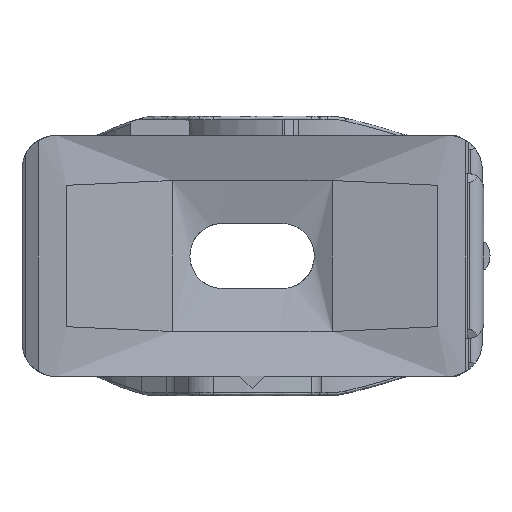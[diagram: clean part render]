
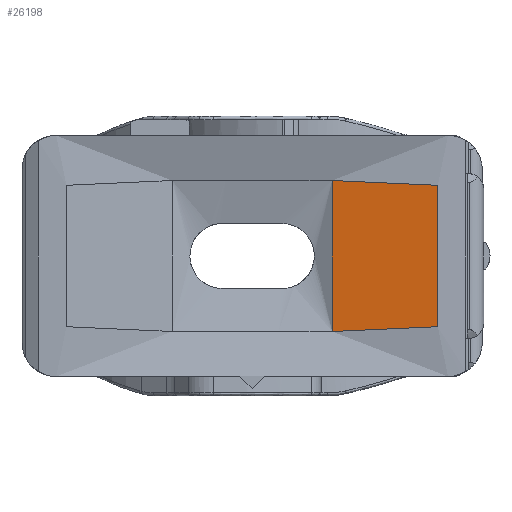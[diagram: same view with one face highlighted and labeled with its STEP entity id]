
A CAD part, front view. The second image highlights one B-rep face of the part: STEP entity #26198.
In plain terms, the highlighted planar face has unit normal (-0.192, -0.982, 0).
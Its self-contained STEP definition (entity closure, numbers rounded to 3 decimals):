
#123 = VERTEX_POINT ( 'NONE', #3275 ) ;
#768 = CARTESIAN_POINT ( 'NONE',  ( 5.095, 26.107, 0. ) ) ;
#2456 = CARTESIAN_POINT ( 'NONE',  ( -378.24, 101.088, -10.433 ) ) ;
#3275 = CARTESIAN_POINT ( 'NONE',  ( -385.292, 101.907, -13.855 ) ) ;
#3370 = ORIENTED_EDGE ( 'NONE', *, *, #15116, .T. ) ;
#3455 = CARTESIAN_POINT ( 'NONE',  ( -382.54, 101.088, -13.8 ) ) ;
#3772 = ORIENTED_EDGE ( 'NONE', *, *, #31258, .F. ) ;
#6544 = CARTESIAN_POINT ( 'NONE',  ( -384.44, 101.088, -4.2 ) ) ;
#6614 = B_SPLINE_CURVE_WITH_KNOTS ( 'NONE', 3,
 ( #17217, #11333, #3455, #22740 ),
 .UNSPECIFIED., .F., .F.,
 ( 4, 4 ),
 ( 0., 1. ),
 .UNSPECIFIED. ) ;
#7016 = B_SPLINE_CURVE_WITH_KNOTS ( 'NONE', 3,
 ( #35477, #27152, #2456, #21738 ),
 .UNSPECIFIED., .F., .F.,
 ( 4, 4 ),
 ( 0., 1. ),
 .UNSPECIFIED. ) ;
#7167 = ORIENTED_EDGE ( 'NONE', *, *, #13076, .F. ) ;
#9679 = B_SPLINE_CURVE_WITH_KNOTS ( 'NONE', 3,
 ( #18150, #34682, #15560, #34796 ),
 .UNSPECIFIED., .F., .F.,
 ( 4, 4 ),
 ( 0., 1. ),
 .UNSPECIFIED. ) ;
#10225 = VERTEX_POINT ( 'NONE', #30117 ) ;
#11333 = CARTESIAN_POINT ( 'NONE',  ( -380.64, 101.088, -13.8 ) ) ;
#12154 = CARTESIAN_POINT ( 'NONE',  ( -378.74, 101.088, -4.2 ) ) ;
#13076 = EDGE_CURVE ( 'NONE', #13706, #10225, #17575, .T. ) ;
#13706 = VERTEX_POINT ( 'NONE', #26586 ) ;
#14932 = VERTEX_POINT ( 'NONE', #23017 ) ;
#14939 = EDGE_LOOP ( 'NONE', ( #7167, #3370, #31579, #3772 ) ) ;
#15116 = EDGE_CURVE ( 'NONE', #13706, #123, #9679, .T. ) ;
#15560 = CARTESIAN_POINT ( 'NONE',  ( -385.972, 102.422, -10.425 ) ) ;
#17217 = CARTESIAN_POINT ( 'NONE',  ( -378.74, 101.088, -13.8 ) ) ;
#17575 = B_SPLINE_CURVE_WITH_KNOTS ( 'NONE', 3,
 ( #6544, #23077, #28594, #12154 ),
 .UNSPECIFIED., .F., .F.,
 ( 4, 4 ),
 ( 0., 1. ),
 .UNSPECIFIED. ) ;
#17721 = AXIS2_PLACEMENT_3D ( 'NONE', #768, #35722, #22830 ) ;
#18150 = CARTESIAN_POINT ( 'NONE',  ( -385.972, 102.422, -4.726 ) ) ;
#21738 = CARTESIAN_POINT ( 'NONE',  ( -378.24, 101.088, -13.3 ) ) ;
#22740 = CARTESIAN_POINT ( 'NONE',  ( -384.44, 101.088, -13.8 ) ) ;
#22830 = DIRECTION ( 'NONE',  ( 0.981, -0.192, 0. ) ) ;
#23017 = CARTESIAN_POINT ( 'NONE',  ( -378.499, 101.027, -13.547 ) ) ;
#23077 = CARTESIAN_POINT ( 'NONE',  ( -382.54, 101.088, -4.2 ) ) ;
#26198 = ADVANCED_FACE ( 'NONE', ( #33386 ), #33807, .T. ) ;
#26586 = CARTESIAN_POINT ( 'NONE',  ( -385.292, 101.907, -4.145 ) ) ;
#27152 = CARTESIAN_POINT ( 'NONE',  ( -378.24, 101.088, -7.567 ) ) ;
#28594 = CARTESIAN_POINT ( 'NONE',  ( -380.64, 101.088, -4.2 ) ) ;
#30117 = CARTESIAN_POINT ( 'NONE',  ( -378.499, 101.027, -4.453 ) ) ;
#31258 = EDGE_CURVE ( 'NONE', #10225, #14932, #7016, .T. ) ;
#31579 = ORIENTED_EDGE ( 'NONE', *, *, #32543, .F. ) ;
#32543 = EDGE_CURVE ( 'NONE', #14932, #123, #6614, .T. ) ;
#33386 = FACE_OUTER_BOUND ( 'NONE', #14939, .T. ) ;
#33807 = PLANE ( 'NONE',  #17721 ) ;
#34682 = CARTESIAN_POINT ( 'NONE',  ( -385.972, 102.422, -7.575 ) ) ;
#34796 = CARTESIAN_POINT ( 'NONE',  ( -385.972, 102.422, -13.274 ) ) ;
#35477 = CARTESIAN_POINT ( 'NONE',  ( -378.24, 101.088, -4.7 ) ) ;
#35722 = DIRECTION ( 'NONE',  ( -0.192, -0.981, 0. ) ) ;
